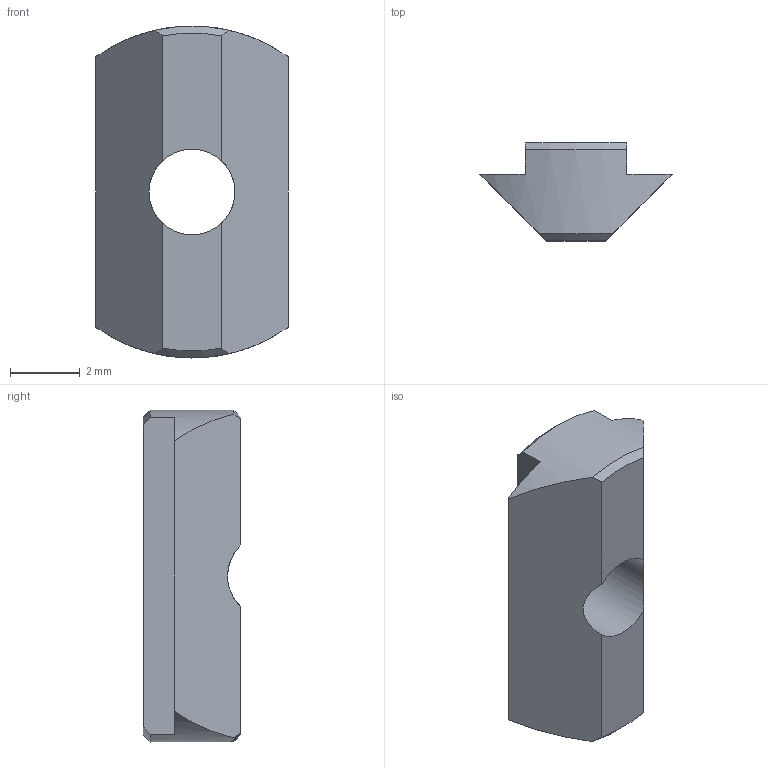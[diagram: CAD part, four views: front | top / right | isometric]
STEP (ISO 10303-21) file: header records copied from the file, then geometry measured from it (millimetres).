
FILE_DESCRIPTION(/* description */ (''),/* implementation_level */ '2;1');
FILE_NAME(/* name */ '101619-1.step',/* time_stamp */ '2023-01-07T19:04:14+01:00',/* author */ (''),/* organization */ (''),/* preprocessor_version */ 'ST-DEVELOPER v19.2',/* originating_system */ 'Autodesk Translation Framework v11.17.0.187',/* authorisation */ '');
FILE_SCHEMA (('AUTOMOTIVE_DESIGN { 1 0 10303 214 3 1 1 }'));
Length unit declared in the file: millimetre
Products named in the file (1): 101619-1
Bounding box: 5.5 x 2.8 x 9.5 mm (x, y, z)
Volume: 74 mm3; surface area: 157.3 mm2
Topology: 1 solids, 1 shells, 16 faces, 45 edges, 30 vertices
Faces by surface type: plane 9, cone 4, cylinder 3
Full cylindrical faces by diameter (mm): 2.459 x1
Entity records: 575 total; most frequent: DIRECTION 101, CARTESIAN_POINT 100, ORIENTED_EDGE 90, EDGE_CURVE 45, AXIS2_PLACEMENT_3D 43, VERTEX_POINT 30, EDGE_LOOP 17, FACE_OUTER_BOUND 16
